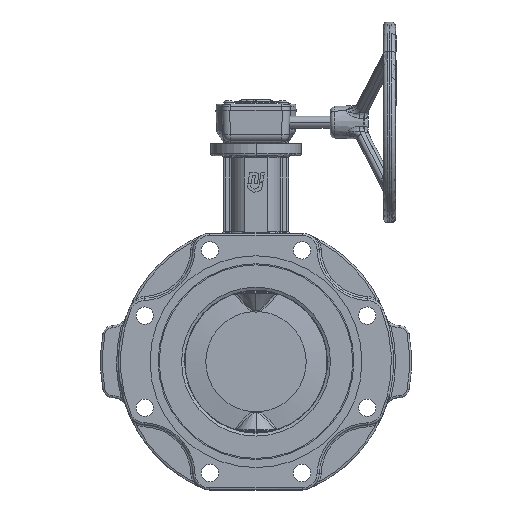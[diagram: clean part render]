
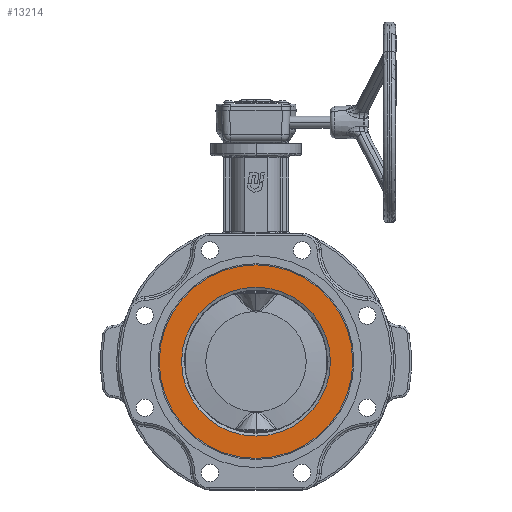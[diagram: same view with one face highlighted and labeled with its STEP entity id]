
A CAD part, left-side view. The second image highlights one B-rep face of the part: STEP entity #13214.
In plain terms, the highlighted planar face has unit normal (-1, 0, 0).
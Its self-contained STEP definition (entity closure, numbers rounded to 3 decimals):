
#7890=CARTESIAN_POINT('',(-28.1,-96.4,0.));
#7891=VERTEX_POINT('',#7890);
#7892=CARTESIAN_POINT('',(-28.1,96.4,-0.));
#7893=VERTEX_POINT('',#7892);
#7894=CARTESIAN_POINT('',(-28.1,0.,0.));
#7895=DIRECTION('',(1.,-0.,0.));
#7896=DIRECTION('',(-0.,-1.,0.));
#7897=AXIS2_PLACEMENT_3D('',#7894,#7895,#7896);
#7898=CIRCLE('',#7897,96.4);
#7899=EDGE_CURVE('NONE',#7891,#7893,#7898,.T.);
#8511=CARTESIAN_POINT('',(-28.1,74.135,-0.));
#8512=VERTEX_POINT('',#8511);
#8519=CARTESIAN_POINT('',(-28.1,-74.135,-0.));
#8520=VERTEX_POINT('',#8519);
#8521=CARTESIAN_POINT('',(-28.1,-0.,0.));
#8522=DIRECTION('',(1.,-0.,-0.));
#8523=DIRECTION('',(-0.,-1.,0.));
#8524=AXIS2_PLACEMENT_3D('',#8521,#8522,#8523);
#8525=CIRCLE('',#8524,74.135);
#8526=EDGE_CURVE('NONE',#8520,#8512,#8525,.T.);
#12819=CARTESIAN_POINT('',(-28.1,-0.,0.));
#12820=DIRECTION('',(1.,-0.,-0.));
#12821=DIRECTION('',(-0.,-1.,0.));
#12822=AXIS2_PLACEMENT_3D('',#12819,#12820,#12821);
#12823=CIRCLE('',#12822,74.135);
#12824=EDGE_CURVE('NONE',#8512,#8520,#12823,.T.);
#13157=CARTESIAN_POINT('',(-28.1,0.,0.));
#13158=DIRECTION('',(1.,-0.,0.));
#13159=DIRECTION('',(-0.,-1.,0.));
#13160=AXIS2_PLACEMENT_3D('',#13157,#13158,#13159);
#13161=CIRCLE('',#13160,96.4);
#13162=EDGE_CURVE('NONE',#7893,#7891,#13161,.T.);
#13201=CARTESIAN_POINT('',(-28.1,-85.267,0.));
#13202=DIRECTION('',(-1.,0.,0.));
#13203=DIRECTION('',(0.,0.,-1.));
#13204=AXIS2_PLACEMENT_3D('',#13201,#13202,#13203);
#13205=PLANE('',#13204);
#13206=ORIENTED_EDGE('',*,*,#7899,.F.);
#13207=ORIENTED_EDGE('',*,*,#13162,.F.);
#13208=EDGE_LOOP('',(#13206,#13207));
#13209=FACE_BOUND('',#13208,.T.);
#13210=ORIENTED_EDGE('',*,*,#8526,.T.);
#13211=ORIENTED_EDGE('',*,*,#12824,.T.);
#13212=EDGE_LOOP('',(#13210,#13211));
#13213=FACE_BOUND('',#13212,.T.);
#13214=ADVANCED_FACE('NONE',(#13209,#13213),#13205,.T.);
